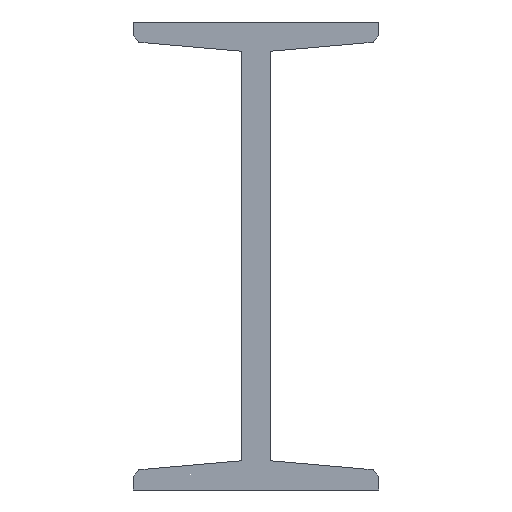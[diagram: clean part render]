
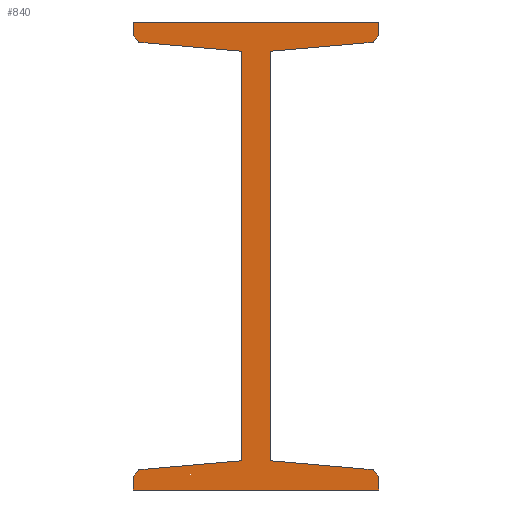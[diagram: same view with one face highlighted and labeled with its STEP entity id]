
A CAD part, front view. The second image highlights one B-rep face of the part: STEP entity #840.
In plain terms, the highlighted planar face has unit normal (0, -1, 0).
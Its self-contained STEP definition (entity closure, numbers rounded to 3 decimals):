
#1=DIRECTION('',(0.,0.,1.));
#2=VECTOR('',#1,2.381);
#3=CARTESIAN_POINT('',(-21.,0.,-40.));
#4=LINE('',#3,#2);
#5=DIRECTION('',(0.996,0.,0.087));
#6=VECTOR('',#5,17.571);
#7=CARTESIAN_POINT('',(-20.004,0.,-36.531));
#8=LINE('',#7,#6);
#9=DIRECTION('',(0.,0.,1.));
#10=VECTOR('',#9,70.);
#11=CARTESIAN_POINT('',(-2.5,0.,-35.));
#12=LINE('',#11,#10);
#13=DIRECTION('',(-0.996,0.,0.087));
#14=VECTOR('',#13,17.571);
#15=CARTESIAN_POINT('',(-2.5,0.,35.));
#16=LINE('',#15,#14);
#17=DIRECTION('',(0.,0.,1.));
#18=VECTOR('',#17,2.381);
#19=CARTESIAN_POINT('',(-21.,0.,37.619));
#20=LINE('',#19,#18);
#21=DIRECTION('',(1.,0.,0.));
#22=VECTOR('',#21,42.);
#23=CARTESIAN_POINT('',(-21.,0.,40.));
#24=LINE('',#23,#22);
#25=DIRECTION('',(0.,0.,-1.));
#26=VECTOR('',#25,2.381);
#27=CARTESIAN_POINT('',(21.,0.,40.));
#28=LINE('',#27,#26);
#29=DIRECTION('',(-0.996,0.,-0.087));
#30=VECTOR('',#29,17.571);
#31=CARTESIAN_POINT('',(20.004,0.,36.531));
#32=LINE('',#31,#30);
#33=DIRECTION('',(0.,0.,-1.));
#34=VECTOR('',#33,70.);
#35=CARTESIAN_POINT('',(2.5,0.,35.));
#36=LINE('',#35,#34);
#37=DIRECTION('',(0.996,0.,-0.087));
#38=VECTOR('',#37,17.571);
#39=CARTESIAN_POINT('',(2.5,0.,-35.));
#40=LINE('',#39,#38);
#41=DIRECTION('',(0.,0.,-1.));
#42=VECTOR('',#41,2.381);
#43=CARTESIAN_POINT('',(21.,0.,-37.619));
#44=LINE('',#43,#42);
#45=DIRECTION('',(-1.,0.,0.));
#46=VECTOR('',#45,42.);
#47=CARTESIAN_POINT('',(21.,0.,-40.));
#48=LINE('',#47,#46);
#61=DIRECTION('',(-0.676,0.,0.737));
#62=VECTOR('',#61,1.475);
#63=CARTESIAN_POINT('',(21.,0.,-37.619));
#64=LINE('',#63,#62);
#229=DIRECTION('',(0.676,0.,0.737));
#230=VECTOR('',#229,1.475);
#231=CARTESIAN_POINT('',(20.004,0.,36.531));
#232=LINE('',#231,#230);
#253=DIRECTION('',(0.676,0.,-0.737));
#254=VECTOR('',#253,1.475);
#255=CARTESIAN_POINT('',(-21.,0.,37.619));
#256=LINE('',#255,#254);
#421=DIRECTION('',(-0.676,0.,-0.737));
#422=VECTOR('',#421,1.475);
#423=CARTESIAN_POINT('',(-20.004,0.,-36.531));
#424=LINE('',#423,#422);
#609=CARTESIAN_POINT('',(-21.,0.,40.));
#610=CARTESIAN_POINT('',(21.,0.,40.));
#611=VERTEX_POINT('',#609);
#612=VERTEX_POINT('',#610);
#613=CARTESIAN_POINT('',(21.,0.,-40.));
#614=CARTESIAN_POINT('',(-21.,0.,-40.));
#615=VERTEX_POINT('',#613);
#616=VERTEX_POINT('',#614);
#625=CARTESIAN_POINT('',(2.5,0.,-35.));
#627=VERTEX_POINT('',#625);
#629=CARTESIAN_POINT('',(-2.5,0.,-35.));
#631=VERTEX_POINT('',#629);
#633=CARTESIAN_POINT('',(2.5,0.,35.));
#635=VERTEX_POINT('',#633);
#637=CARTESIAN_POINT('',(-2.5,0.,35.));
#639=VERTEX_POINT('',#637);
#641=CARTESIAN_POINT('',(20.004,0.,36.531));
#643=VERTEX_POINT('',#641);
#645=CARTESIAN_POINT('',(21.,0.,37.619));
#647=VERTEX_POINT('',#645);
#649=CARTESIAN_POINT('',(-21.,0.,37.619));
#651=VERTEX_POINT('',#649);
#653=CARTESIAN_POINT('',(-20.004,0.,36.531));
#655=VERTEX_POINT('',#653);
#657=CARTESIAN_POINT('',(21.,0.,-37.619));
#659=VERTEX_POINT('',#657);
#661=CARTESIAN_POINT('',(20.004,0.,-36.531));
#663=VERTEX_POINT('',#661);
#665=CARTESIAN_POINT('',(-20.004,0.,-36.531));
#667=VERTEX_POINT('',#665);
#669=CARTESIAN_POINT('',(-21.,0.,-37.619));
#671=VERTEX_POINT('',#669);
#801=CARTESIAN_POINT('',(0.,0.,0.));
#802=DIRECTION('',(0.,1.,0.));
#803=DIRECTION('',(1.,0.,0.));
#804=AXIS2_PLACEMENT_3D('',#801,#802,#803);
#805=PLANE('',#804);
#807=ORIENTED_EDGE('',*,*,#806,.T.);
#809=ORIENTED_EDGE('',*,*,#808,.F.);
#811=ORIENTED_EDGE('',*,*,#810,.T.);
#813=ORIENTED_EDGE('',*,*,#812,.T.);
#815=ORIENTED_EDGE('',*,*,#814,.T.);
#817=ORIENTED_EDGE('',*,*,#816,.F.);
#819=ORIENTED_EDGE('',*,*,#818,.T.);
#821=ORIENTED_EDGE('',*,*,#820,.T.);
#823=ORIENTED_EDGE('',*,*,#822,.T.);
#825=ORIENTED_EDGE('',*,*,#824,.F.);
#827=ORIENTED_EDGE('',*,*,#826,.T.);
#829=ORIENTED_EDGE('',*,*,#828,.T.);
#831=ORIENTED_EDGE('',*,*,#830,.T.);
#833=ORIENTED_EDGE('',*,*,#832,.F.);
#835=ORIENTED_EDGE('',*,*,#834,.T.);
#837=ORIENTED_EDGE('',*,*,#836,.T.);
#838=EDGE_LOOP('',(#807,#809,#811,#813,#815,#817,#819,#821,#823,#825,#827,#829,
#831,#833,#835,#837));
#839=FACE_OUTER_BOUND('',#838,.F.);
#840=ADVANCED_FACE('',(#839),#805,.F.);
#806=EDGE_CURVE('',#616,#671,#4,.T.);
#808=EDGE_CURVE('',#667,#671,#424,.T.);
#810=EDGE_CURVE('',#667,#631,#8,.T.);
#812=EDGE_CURVE('',#631,#639,#12,.T.);
#814=EDGE_CURVE('',#639,#655,#16,.T.);
#816=EDGE_CURVE('',#651,#655,#256,.T.);
#818=EDGE_CURVE('',#651,#611,#20,.T.);
#820=EDGE_CURVE('',#611,#612,#24,.T.);
#822=EDGE_CURVE('',#612,#647,#28,.T.);
#824=EDGE_CURVE('',#643,#647,#232,.T.);
#826=EDGE_CURVE('',#643,#635,#32,.T.);
#828=EDGE_CURVE('',#635,#627,#36,.T.);
#830=EDGE_CURVE('',#627,#663,#40,.T.);
#832=EDGE_CURVE('',#659,#663,#64,.T.);
#834=EDGE_CURVE('',#659,#615,#44,.T.);
#836=EDGE_CURVE('',#615,#616,#48,.T.);
